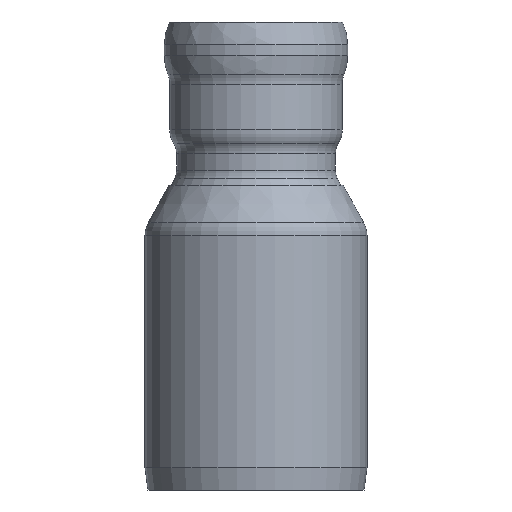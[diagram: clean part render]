
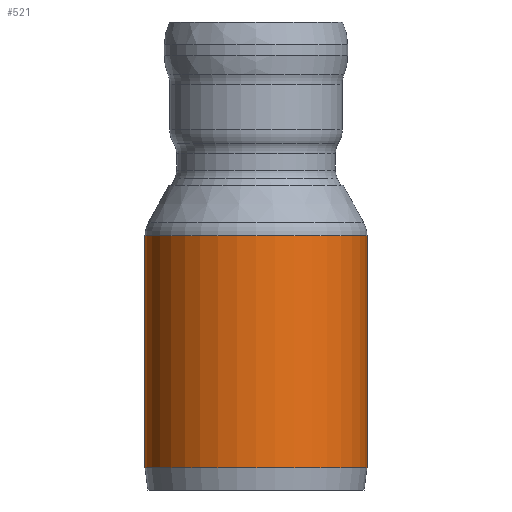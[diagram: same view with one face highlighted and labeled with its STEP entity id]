
A CAD part, front view. The second image highlights one B-rep face of the part: STEP entity #521.
In plain terms, the highlighted cylindrical face has radius 510 mm (diameter 1020 mm), a full revolution.
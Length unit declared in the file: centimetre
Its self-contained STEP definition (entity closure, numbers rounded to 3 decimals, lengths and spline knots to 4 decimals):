
#41=LINE('',#1054,#55);
#55=VECTOR('',#778,51.);
#66=CYLINDRICAL_SURFACE('',#602,51.);
#101=FACE_OUTER_BOUND('',#135,.T.);
#135=EDGE_LOOP('',(#454,#455,#456,#457,#458));
#194=CIRCLE('',#600,51.);
#196=CIRCLE('',#603,51.);
#197=CIRCLE('',#604,51.);
#246=VERTEX_POINT('',#1045);
#248=VERTEX_POINT('',#1051);
#249=VERTEX_POINT('',#1052);
#316=EDGE_CURVE('',#246,#246,#194,.T.);
#319=EDGE_CURVE('',#248,#249,#196,.T.);
#320=EDGE_CURVE('',#248,#246,#41,.T.);
#321=EDGE_CURVE('',#249,#248,#197,.T.);
#454=ORIENTED_EDGE('',*,*,#319,.F.);
#455=ORIENTED_EDGE('',*,*,#320,.T.);
#456=ORIENTED_EDGE('',*,*,#316,.T.);
#457=ORIENTED_EDGE('',*,*,#320,.F.);
#458=ORIENTED_EDGE('',*,*,#321,.F.);
#521=ADVANCED_FACE('',(#101),#66,.T.);
#600=AXIS2_PLACEMENT_3D('',#1046,#769,#770);
#602=AXIS2_PLACEMENT_3D('',#1050,#774,#775);
#603=AXIS2_PLACEMENT_3D('',#1053,#776,#777);
#604=AXIS2_PLACEMENT_3D('',#1055,#779,#780);
#769=DIRECTION('center_axis',(0.,0.,1.));
#770=DIRECTION('ref_axis',(1.,0.,0.));
#774=DIRECTION('center_axis',(0.,0.,1.));
#775=DIRECTION('ref_axis',(1.,0.,0.));
#776=DIRECTION('center_axis',(0.,0.,1.));
#777=DIRECTION('ref_axis',(1.,0.,0.));
#778=DIRECTION('',(0.,0.,-1.));
#779=DIRECTION('center_axis',(0.,0.,1.));
#780=DIRECTION('ref_axis',(1.,0.,0.));
#1045=CARTESIAN_POINT('',(820.0255,405.3665,-129.8684));
#1046=CARTESIAN_POINT('Origin',(871.0255,405.3665,-129.8684));
#1050=CARTESIAN_POINT('Origin',(871.0255,405.3665,-76.4753));
#1051=CARTESIAN_POINT('',(820.0255,405.3665,-23.0823));
#1052=CARTESIAN_POINT('',(871.0255,456.3665,-23.0823));
#1053=CARTESIAN_POINT('Origin',(871.0255,405.3665,-23.0823));
#1054=CARTESIAN_POINT('',(820.0255,405.3665,-76.4753));
#1055=CARTESIAN_POINT('Origin',(871.0255,405.3665,-23.0823));
